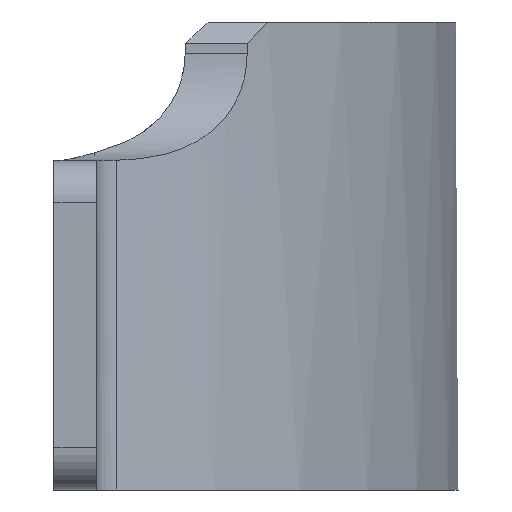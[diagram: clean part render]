
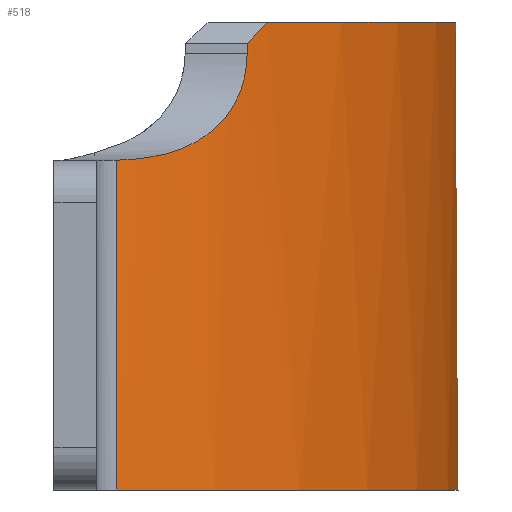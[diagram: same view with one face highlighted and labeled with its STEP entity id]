
A CAD part, left-side view. The second image highlights one B-rep face of the part: STEP entity #518.
In plain terms, the highlighted cylindrical face has radius 34 mm (diameter 68 mm), a partial arc.
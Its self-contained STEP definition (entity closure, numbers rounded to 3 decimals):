
#21=B_SPLINE_CURVE_WITH_KNOTS('',3,(#842,#843,#844,#845,#846,#847,#848,
#849,#850,#851,#852,#853),.UNSPECIFIED.,.F.,.F.,(4,2,2,2,2,4),(-2.424,
-2.262,-2.101,-1.832,-1.563,
-1.433),.UNSPECIFIED.);
#22=B_SPLINE_CURVE_WITH_KNOTS('',3,(#860,#861,#862,#863,#864,#865,#866,
#867,#868,#869,#870,#871),.UNSPECIFIED.,.F.,.F.,(4,2,2,2,2,4),(-3.414,
-3.284,-3.015,-2.746,-2.585,
-2.424),.UNSPECIFIED.);
#29=CIRCLE('',#576,34.);
#30=CIRCLE('',#577,34.);
#52=CYLINDRICAL_SURFACE('',#575,34.);
#70=FACE_OUTER_BOUND('',#98,.T.);
#98=EDGE_LOOP('',(#369,#370,#371,#372,#373,#374,#375,#376,#377,#378));
#129=LINE('',#791,#171);
#135=LINE('',#838,#177);
#137=LINE('',#855,#179);
#138=LINE('',#859,#180);
#171=VECTOR('',#634,10.);
#177=VECTOR('',#654,10.);
#179=VECTOR('',#658,10.);
#180=VECTOR('',#661,10.);
#209=ELLIPSE('',#565,48.083,34.);
#212=ELLIPSE('',#573,48.083,34.);
#213=VERTEX_POINT('',#778);
#214=VERTEX_POINT('',#779);
#218=VERTEX_POINT('',#789);
#226=VERTEX_POINT('',#831);
#227=VERTEX_POINT('',#833);
#228=VERTEX_POINT('',#837);
#229=VERTEX_POINT('',#841);
#230=VERTEX_POINT('',#854);
#231=VERTEX_POINT('',#856);
#232=VERTEX_POINT('',#858);
#265=EDGE_CURVE('',#213,#214,#209,.T.);
#271=EDGE_CURVE('',#213,#218,#129,.T.);
#281=EDGE_CURVE('',#226,#227,#212,.T.);
#283=EDGE_CURVE('',#228,#227,#135,.T.);
#285=EDGE_CURVE('',#218,#229,#21,.T.);
#286=EDGE_CURVE('',#230,#229,#137,.T.);
#287=EDGE_CURVE('',#231,#230,#29,.T.);
#288=EDGE_CURVE('',#232,#231,#138,.T.);
#289=EDGE_CURVE('',#232,#228,#22,.T.);
#290=EDGE_CURVE('',#226,#214,#30,.T.);
#369=ORIENTED_EDGE('',*,*,#265,.F.);
#370=ORIENTED_EDGE('',*,*,#271,.T.);
#371=ORIENTED_EDGE('',*,*,#285,.T.);
#372=ORIENTED_EDGE('',*,*,#286,.F.);
#373=ORIENTED_EDGE('',*,*,#287,.F.);
#374=ORIENTED_EDGE('',*,*,#288,.F.);
#375=ORIENTED_EDGE('',*,*,#289,.T.);
#376=ORIENTED_EDGE('',*,*,#283,.T.);
#377=ORIENTED_EDGE('',*,*,#281,.F.);
#378=ORIENTED_EDGE('',*,*,#290,.T.);
#518=ADVANCED_FACE('',(#70),#52,.T.);
#565=AXIS2_PLACEMENT_3D('',#780,#624,#625);
#573=AXIS2_PLACEMENT_3D('',#834,#649,#650);
#575=AXIS2_PLACEMENT_3D('',#840,#656,#657);
#576=AXIS2_PLACEMENT_3D('',#857,#659,#660);
#577=AXIS2_PLACEMENT_3D('',#872,#662,#663);
#624=DIRECTION('center_axis',(-0.707,0.,0.707));
#625=DIRECTION('ref_axis',(0.707,0.,0.707));
#634=DIRECTION('',(0.,0.,-1.));
#649=DIRECTION('center_axis',(0.707,0.,0.707));
#650=DIRECTION('ref_axis',(0.707,0.,-0.707));
#654=DIRECTION('',(0.,0.,1.));
#656=DIRECTION('center_axis',(0.,0.,-1.));
#657=DIRECTION('ref_axis',(0.866,0.5,0.));
#658=DIRECTION('',(0.,0.,1.));
#659=DIRECTION('center_axis',(0.,0.,-1.));
#660=DIRECTION('ref_axis',(0.866,0.5,0.));
#661=DIRECTION('',(0.,0.,-1.));
#662=DIRECTION('center_axis',(0.,0.,-1.));
#663=DIRECTION('ref_axis',(0.866,0.5,0.));
#778=CARTESIAN_POINT('',(-24.,-24.083,-1.));
#779=CARTESIAN_POINT('',(-23.,-25.04,0.));
#780=CARTESIAN_POINT('Origin',(0.,0.,23.));
#789=CARTESIAN_POINT('',(-24.,-24.083,-1.5));
#791=CARTESIAN_POINT('',(-24.,-24.083,0.));
#831=CARTESIAN_POINT('',(23.,-25.04,0.));
#833=CARTESIAN_POINT('',(24.,-24.083,-1.));
#834=CARTESIAN_POINT('Origin',(0.,0.,23.));
#837=CARTESIAN_POINT('',(24.,-24.083,-1.5));
#838=CARTESIAN_POINT('',(24.,-24.083,0.));
#840=CARTESIAN_POINT('Origin',(0.,0.,0.));
#841=CARTESIAN_POINT('',(-28.879,-17.944,-6.499));
#842=CARTESIAN_POINT('Ctrl Pts',(-24.,-24.083,-1.5));
#843=CARTESIAN_POINT('Ctrl Pts',(-24.,-24.083,-2.037));
#844=CARTESIAN_POINT('Ctrl Pts',(-24.093,-23.992,-2.6));
#845=CARTESIAN_POINT('Ctrl Pts',(-24.44,-23.637,-3.622));
#846=CARTESIAN_POINT('Ctrl Pts',(-24.694,-23.375,-4.081));
#847=CARTESIAN_POINT('Ctrl Pts',(-25.407,-22.604,-5.058));
#848=CARTESIAN_POINT('Ctrl Pts',(-25.963,-21.971,-5.525));
#849=CARTESIAN_POINT('Ctrl Pts',(-27.095,-20.56,-6.168));
#850=CARTESIAN_POINT('Ctrl Pts',(-27.669,-19.78,-6.346));
#851=CARTESIAN_POINT('Ctrl Pts',(-28.411,-18.682,-6.471));
#852=CARTESIAN_POINT('Ctrl Pts',(-28.648,-18.317,-6.493));
#853=CARTESIAN_POINT('Ctrl Pts',(-28.879,-17.944,-6.499));
#854=CARTESIAN_POINT('',(-28.879,-17.944,-22.));
#855=CARTESIAN_POINT('',(-28.879,-17.944,0.));
#856=CARTESIAN_POINT('',(28.879,-17.944,-22.));
#857=CARTESIAN_POINT('Origin',(0.,0.,-22.));
#858=CARTESIAN_POINT('',(28.879,-17.944,-6.499));
#859=CARTESIAN_POINT('',(28.879,-17.944,0.));
#860=CARTESIAN_POINT('Ctrl Pts',(28.879,-17.944,-6.499));
#861=CARTESIAN_POINT('Ctrl Pts',(28.648,-18.317,-6.493));
#862=CARTESIAN_POINT('Ctrl Pts',(28.411,-18.682,-6.471));
#863=CARTESIAN_POINT('Ctrl Pts',(27.669,-19.78,-6.346));
#864=CARTESIAN_POINT('Ctrl Pts',(27.095,-20.56,-6.168));
#865=CARTESIAN_POINT('Ctrl Pts',(25.963,-21.971,-5.525));
#866=CARTESIAN_POINT('Ctrl Pts',(25.407,-22.604,-5.058));
#867=CARTESIAN_POINT('Ctrl Pts',(24.694,-23.375,-4.081));
#868=CARTESIAN_POINT('Ctrl Pts',(24.44,-23.637,-3.622));
#869=CARTESIAN_POINT('Ctrl Pts',(24.093,-23.992,-2.6));
#870=CARTESIAN_POINT('Ctrl Pts',(24.,-24.083,-2.037));
#871=CARTESIAN_POINT('Ctrl Pts',(24.,-24.083,-1.5));
#872=CARTESIAN_POINT('Origin',(0.,0.,0.));
